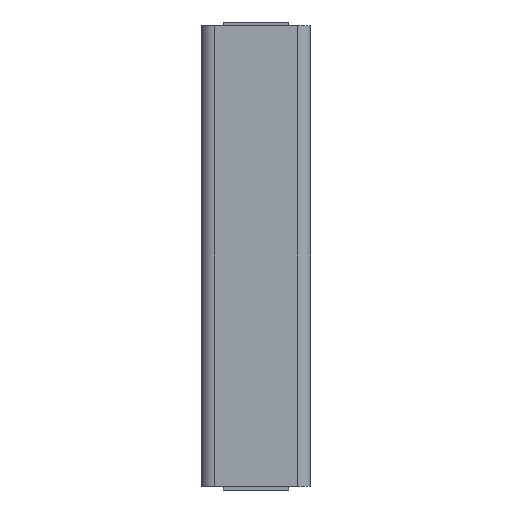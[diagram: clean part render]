
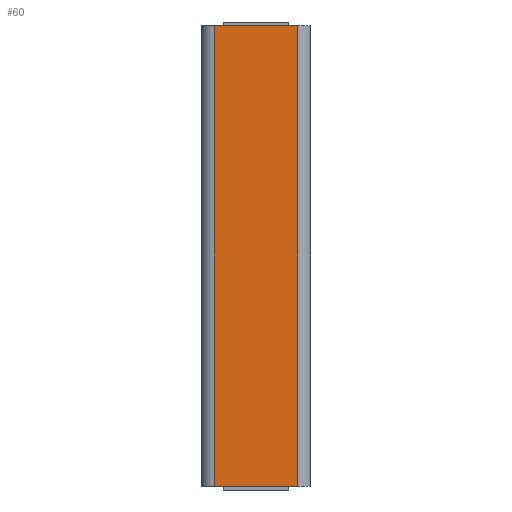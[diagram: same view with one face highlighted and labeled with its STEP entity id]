
A CAD part, left-side view. The second image highlights one B-rep face of the part: STEP entity #60.
In plain terms, the highlighted planar face has unit normal (-1, 0, 0).
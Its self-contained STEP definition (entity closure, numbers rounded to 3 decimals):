
#60=ADVANCED_FACE('',(#117),#118,.T.);
#117=FACE_OUTER_BOUND('',#200,.T.);
#118=PLANE('',#201);
#200=EDGE_LOOP('',(#386,#387,#388,#389));
#201=AXIS2_PLACEMENT_3D('',#390,#391,#392);
#386=ORIENTED_EDGE('',*,*,#671,.F.);
#387=ORIENTED_EDGE('',*,*,#672,.T.);
#388=ORIENTED_EDGE('',*,*,#647,.T.);
#389=ORIENTED_EDGE('',*,*,#670,.F.);
#390=CARTESIAN_POINT('',(-3.175,0.37,1.55));
#391=DIRECTION('',(-1.0,0.0,0.0));
#392=DIRECTION('',(0.0,0.0,1.0));
#647=EDGE_CURVE('',#797,#795,#798,.T.);
#670=EDGE_CURVE('',#836,#795,#838,.T.);
#671=EDGE_CURVE('',#839,#836,#840,.T.);
#672=EDGE_CURVE('',#839,#797,#841,.T.);
#795=VERTEX_POINT('',#1026);
#797=VERTEX_POINT('',#1028);
#798=LINE('',#1029,#1030);
#836=VERTEX_POINT('',#1083);
#838=LINE('',#1085,#1086);
#839=VERTEX_POINT('',#1087);
#840=LINE('',#1088,#1089);
#841=LINE('',#1090,#1091);
#1026=CARTESIAN_POINT('',(-3.175,-0.28,-1.55));
#1028=CARTESIAN_POINT('',(-3.175,0.28,-1.55));
#1029=CARTESIAN_POINT('',(-3.175,0.28,-1.55));
#1030=VECTOR('',#1245,0.56);
#1083=CARTESIAN_POINT('',(-3.175,-0.28,1.55));
#1085=CARTESIAN_POINT('',(-3.175,-0.28,1.55));
#1086=VECTOR('',#1282,3.1);
#1087=CARTESIAN_POINT('',(-3.175,0.28,1.55));
#1088=CARTESIAN_POINT('',(-3.175,0.28,1.55));
#1089=VECTOR('',#1283,0.56);
#1090=CARTESIAN_POINT('',(-3.175,0.28,1.55));
#1091=VECTOR('',#1284,3.1);
#1245=DIRECTION('',(0.0,-1.0,0.0));
#1282=DIRECTION('',(0.0,0.0,-1.0));
#1283=DIRECTION('',(0.0,-1.0,0.0));
#1284=DIRECTION('',(0.0,0.0,-1.0));
